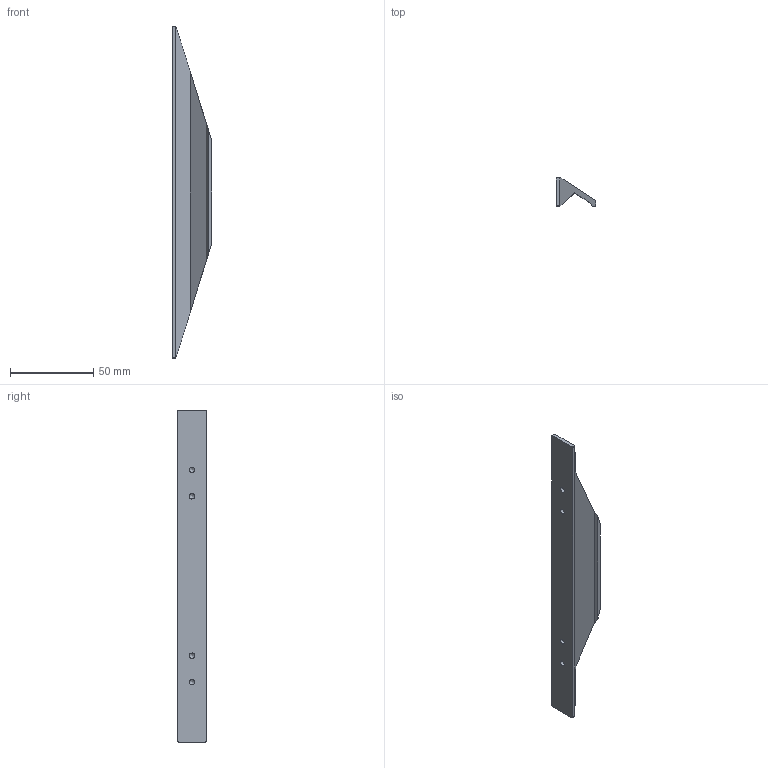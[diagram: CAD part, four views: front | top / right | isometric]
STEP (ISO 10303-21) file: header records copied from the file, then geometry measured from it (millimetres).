
FILE_DESCRIPTION(/* description */ (''),/* implementation_level */ '2;1');
FILE_NAME(/* name */ '0322_00.stp',/* time_stamp */ '2023-01-02T11:37:57+01:00',/* author */ ('jferrer'),/* organization */ (''),/* preprocessor_version */ 'ST-DEVELOPER v18.1',/* originating_system */ 'Autodesk Inventor 2022',/* authorisation */ '');
FILE_SCHEMA (('CONFIG_CONTROL_DESIGN'));
Length unit declared in the file: millimetre
Products named in the file (1): 0322_400_00
Bounding box: 23.5 x 17.54 x 200 mm (x, y, z)
Volume: 28171.5 mm3; surface area: 12931 mm2
Topology: 1 solids, 1 shells, 25 faces, 69 edges, 46 vertices
Faces by surface type: plane 13, cylinder 8, cone 4
Full cylindrical faces by diameter (mm): 3.242 x4
Entity records: 837 total; most frequent: DIRECTION 141, CARTESIAN_POINT 137, ORIENTED_EDGE 130, EDGE_CURVE 65, AXIS2_PLACEMENT_3D 50, VERTEX_POINT 46, LINE 41, VECTOR 41
